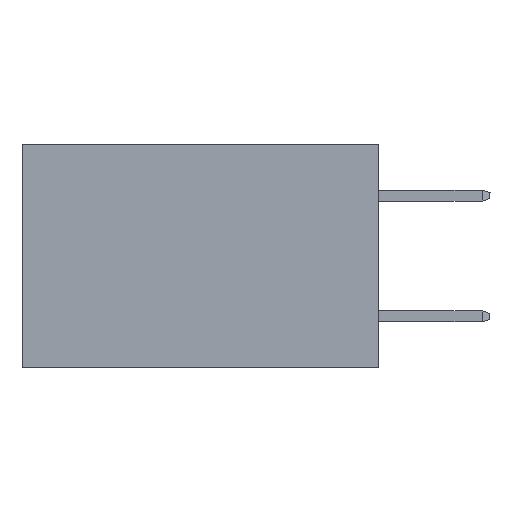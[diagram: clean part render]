
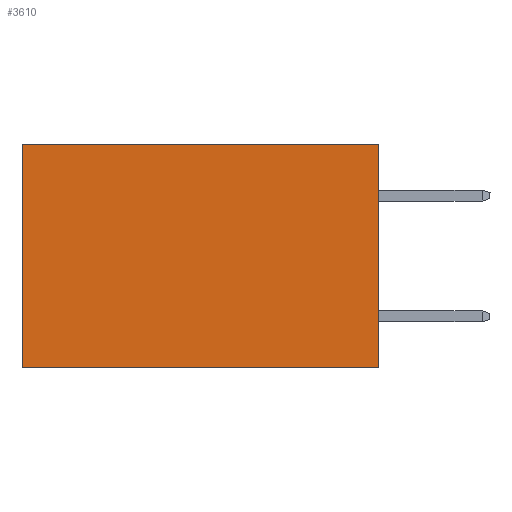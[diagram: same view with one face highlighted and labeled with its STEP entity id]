
A CAD part, left-side view. The second image highlights one B-rep face of the part: STEP entity #3610.
In plain terms, the highlighted planar face has unit normal (-1, 0, 0).
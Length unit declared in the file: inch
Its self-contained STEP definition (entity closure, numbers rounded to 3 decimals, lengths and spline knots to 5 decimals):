
#1102 = ORIENTED_EDGE ( 'NONE', *, *, #2375, .F. ) ;
#1572 = VERTEX_POINT ( 'NONE', #7167 ) ;
#1718 = CARTESIAN_POINT ( 'NONE',  ( 0.277, 0., 0. ) ) ;
#1756 = DIRECTION ( 'NONE',  ( 0., 0., -1. ) ) ;
#2375 = EDGE_CURVE ( 'NONE', #1572, #10037, #13938, .T. ) ;
#2474 = VECTOR ( 'NONE', #10067, 39.37008 ) ;
#2689 = VECTOR ( 'NONE', #14829, 39.37008 ) ;
#3610 = ADVANCED_FACE ( 'NONE', ( #8096 ), #11452, .F. ) ;
#3732 = EDGE_CURVE ( 'NONE', #10037, #7032, #5938, .T. ) ;
#4353 = VERTEX_POINT ( 'NONE', #9846 ) ;
#4481 = CARTESIAN_POINT ( 'NONE',  ( 0.277, 0.59, -0.37 ) ) ;
#4773 = ORIENTED_EDGE ( 'NONE', *, *, #10240, .T. ) ;
#4845 = EDGE_CURVE ( 'NONE', #4353, #7032, #9806, .T. ) ;
#5463 = DIRECTION ( 'NONE',  ( 0., 0., -1. ) ) ;
#5938 = LINE ( 'NONE', #15276, #17038 ) ;
#7032 = VERTEX_POINT ( 'NONE', #13176 ) ;
#7167 = CARTESIAN_POINT ( 'NONE',  ( 0.277, 0., 0. ) ) ;
#7775 = EDGE_LOOP ( 'NONE', ( #11405, #15112, #1102, #4773 ) ) ;
#8096 = FACE_OUTER_BOUND ( 'NONE', #7775, .T. ) ;
#9451 = LINE ( 'NONE', #1718, #2474 ) ;
#9806 = LINE ( 'NONE', #4481, #13620 ) ;
#9846 = CARTESIAN_POINT ( 'NONE',  ( 0.277, 0.59, 0. ) ) ;
#10037 = VERTEX_POINT ( 'NONE', #11080 ) ;
#10067 = DIRECTION ( 'NONE',  ( 0., 1., 0. ) ) ;
#10240 = EDGE_CURVE ( 'NONE', #1572, #4353, #9451, .T. ) ;
#10535 = AXIS2_PLACEMENT_3D ( 'NONE', #16728, #13106, #5463 ) ;
#11080 = CARTESIAN_POINT ( 'NONE',  ( 0.277, 0., -0.37 ) ) ;
#11405 = ORIENTED_EDGE ( 'NONE', *, *, #4845, .T. ) ;
#11452 = PLANE ( 'NONE',  #10535 ) ;
#13106 = DIRECTION ( 'NONE',  ( 1., 0., 0. ) ) ;
#13176 = CARTESIAN_POINT ( 'NONE',  ( 0.277, 0.59, -0.37 ) ) ;
#13620 = VECTOR ( 'NONE', #1756, 39.37008 ) ;
#13938 = LINE ( 'NONE', #16142, #2689 ) ;
#14829 = DIRECTION ( 'NONE',  ( 0., 0., -1. ) ) ;
#15112 = ORIENTED_EDGE ( 'NONE', *, *, #3732, .F. ) ;
#15276 = CARTESIAN_POINT ( 'NONE',  ( 0.277, 0., -0.37 ) ) ;
#15370 = DIRECTION ( 'NONE',  ( 0., 1., 0. ) ) ;
#16142 = CARTESIAN_POINT ( 'NONE',  ( 0.277, 0., -0.37 ) ) ;
#16728 = CARTESIAN_POINT ( 'NONE',  ( 0.277, 0., -0.37 ) ) ;
#17038 = VECTOR ( 'NONE', #15370, 39.37008 ) ;
